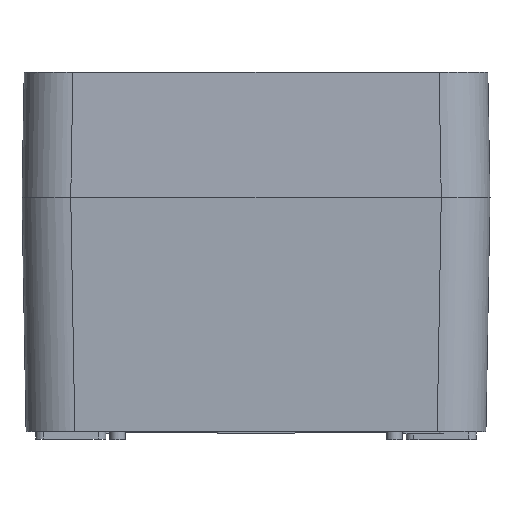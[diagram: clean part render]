
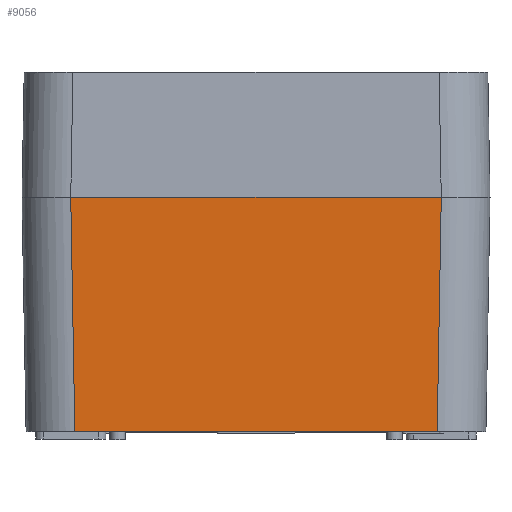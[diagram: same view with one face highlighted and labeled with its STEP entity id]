
A CAD part, top view. The second image highlights one B-rep face of the part: STEP entity #9056.
In plain terms, the highlighted planar face has unit normal (0, -0.018, 1).
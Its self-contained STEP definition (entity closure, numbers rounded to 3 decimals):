
#693 = VECTOR ( 'NONE', #4065, 1000. ) ;
#851 = LINE ( 'NONE', #13941, #693 ) ;
#918 = EDGE_CURVE ( 'NONE', #17033, #13298, #4735, .T. ) ;
#1176 = FACE_OUTER_BOUND ( 'NONE', #10358, .T. ) ;
#1535 = CARTESIAN_POINT ( 'NONE',  ( 23.227, -30., 32.476 ) ) ;
#2731 = VECTOR ( 'NONE', #6235, 1000. ) ;
#2793 = DIRECTION ( 'NONE',  ( 0., -1., -0.017 ) ) ;
#3391 = ORIENTED_EDGE ( 'NONE', *, *, #4216, .T. ) ;
#3674 = EDGE_CURVE ( 'NONE', #6165, #13298, #851, .T. ) ;
#4065 = DIRECTION ( 'NONE',  ( -0.017, -1., -0.017 ) ) ;
#4216 = EDGE_CURVE ( 'NONE', #6165, #20624, #9683, .T. ) ;
#4478 = EDGE_CURVE ( 'NONE', #20624, #17033, #10742, .T. ) ;
#4522 = PLANE ( 'NONE',  #14878 ) ;
#4624 = DIRECTION ( 'NONE',  ( 0., -0.017, 1. ) ) ;
#4735 = LINE ( 'NONE', #11254, #2731 ) ;
#5225 = ORIENTED_EDGE ( 'NONE', *, *, #3674, .F. ) ;
#5543 = ORIENTED_EDGE ( 'NONE', *, *, #4478, .T. ) ;
#5818 = VECTOR ( 'NONE', #10632, 1000. ) ;
#6036 = CARTESIAN_POINT ( 'NONE',  ( -23.751, 0., 33. ) ) ;
#6165 = VERTEX_POINT ( 'NONE', #6420 ) ;
#6235 = DIRECTION ( 'NONE',  ( 1., 0., 0. ) ) ;
#6420 = CARTESIAN_POINT ( 'NONE',  ( 23.751, 0., 33. ) ) ;
#6528 = VECTOR ( 'NONE', #10110, 1000. ) ;
#9056 = ADVANCED_FACE ( 'NONE', ( #1176 ), #4522, .T. ) ;
#9683 = LINE ( 'NONE', #16260, #6528 ) ;
#10110 = DIRECTION ( 'NONE',  ( -1., 0., 0. ) ) ;
#10350 = CARTESIAN_POINT ( 'NONE',  ( -23.751, 0., 33. ) ) ;
#10358 = EDGE_LOOP ( 'NONE', ( #5543, #11413, #5225, #3391 ) ) ;
#10632 = DIRECTION ( 'NONE',  ( 0.017, -1., -0.017 ) ) ;
#10742 = LINE ( 'NONE', #6036, #5818 ) ;
#11254 = CARTESIAN_POINT ( 'NONE',  ( 0., -30., 32.476 ) ) ;
#11413 = ORIENTED_EDGE ( 'NONE', *, *, #918, .T. ) ;
#13298 = VERTEX_POINT ( 'NONE', #1535 ) ;
#13941 = CARTESIAN_POINT ( 'NONE',  ( 23.797, 2.649, 33.046 ) ) ;
#14861 = CARTESIAN_POINT ( 'NONE',  ( -23.227, -30., 32.476 ) ) ;
#14878 = AXIS2_PLACEMENT_3D ( 'NONE', #15986, #4624, #2793 ) ;
#15986 = CARTESIAN_POINT ( 'NONE',  ( -32.139, 0., 33. ) ) ;
#16260 = CARTESIAN_POINT ( 'NONE',  ( -32.139, 0., 33. ) ) ;
#17033 = VERTEX_POINT ( 'NONE', #14861 ) ;
#20624 = VERTEX_POINT ( 'NONE', #10350 ) ;
